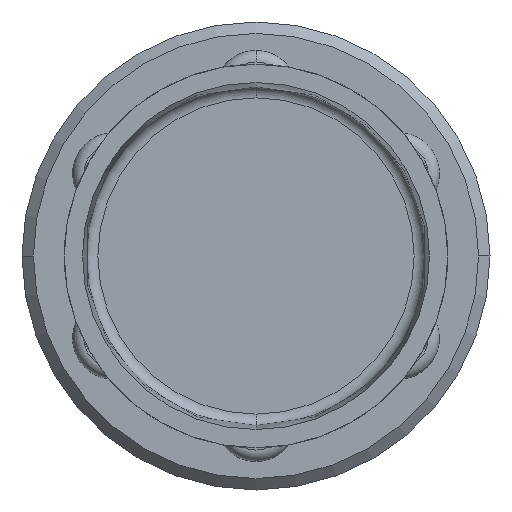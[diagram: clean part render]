
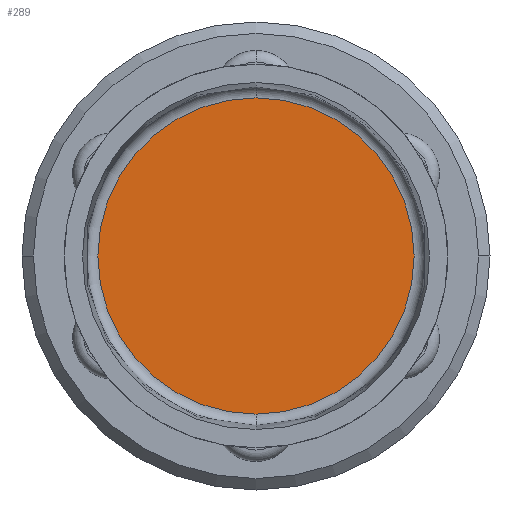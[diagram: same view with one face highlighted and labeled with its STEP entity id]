
A CAD part, front view. The second image highlights one B-rep face of the part: STEP entity #289.
In plain terms, the highlighted planar face has unit normal (0, -1, 0).
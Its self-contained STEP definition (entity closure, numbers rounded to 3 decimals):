
#18 = VERTEX_POINT ( 'NONE', #1213 ) ;
#26 = FACE_OUTER_BOUND ( 'NONE', #197, .T. ) ;
#28 = CARTESIAN_POINT ( 'NONE',  ( 0., -0.5, 6.925 ) ) ;
#34 = DIRECTION ( 'NONE',  ( 0., 0., 1. ) ) ;
#111 = CIRCLE ( 'NONE', #1292, 6.925 ) ;
#141 = VERTEX_POINT ( 'NONE', #28 ) ;
#174 = ORIENTED_EDGE ( 'NONE', *, *, #1279, .T. ) ;
#176 = EDGE_CURVE ( 'NONE', #18, #141, #876, .T. ) ;
#197 = EDGE_LOOP ( 'NONE', ( #174, #644 ) ) ;
#227 = PLANE ( 'NONE',  #1288 ) ;
#249 = CARTESIAN_POINT ( 'NONE',  ( 0., -0.5, 0. ) ) ;
#289 = ADVANCED_FACE ( 'NONE', ( #26 ), #227, .F. ) ;
#349 = DIRECTION ( 'NONE',  ( 0., 0., 1. ) ) ;
#365 = DIRECTION ( 'NONE',  ( 0., 0., 1. ) ) ;
#387 = DIRECTION ( 'NONE',  ( 0., -1., 0. ) ) ;
#433 = CARTESIAN_POINT ( 'NONE',  ( 0., -0.5, 7.408 ) ) ;
#644 = ORIENTED_EDGE ( 'NONE', *, *, #176, .T. ) ;
#741 = DIRECTION ( 'NONE',  ( 0., -1., 0. ) ) ;
#766 = CARTESIAN_POINT ( 'NONE',  ( 0., -0.5, 0. ) ) ;
#793 = AXIS2_PLACEMENT_3D ( 'NONE', #249, #741, #349 ) ;
#876 = CIRCLE ( 'NONE', #793, 6.925 ) ;
#933 = DIRECTION ( 'NONE',  ( 0., 1., 0. ) ) ;
#1213 = CARTESIAN_POINT ( 'NONE',  ( 0., -0.5, -6.925 ) ) ;
#1279 = EDGE_CURVE ( 'NONE', #141, #18, #111, .T. ) ;
#1288 = AXIS2_PLACEMENT_3D ( 'NONE', #433, #933, #34 ) ;
#1292 = AXIS2_PLACEMENT_3D ( 'NONE', #766, #387, #365 ) ;
